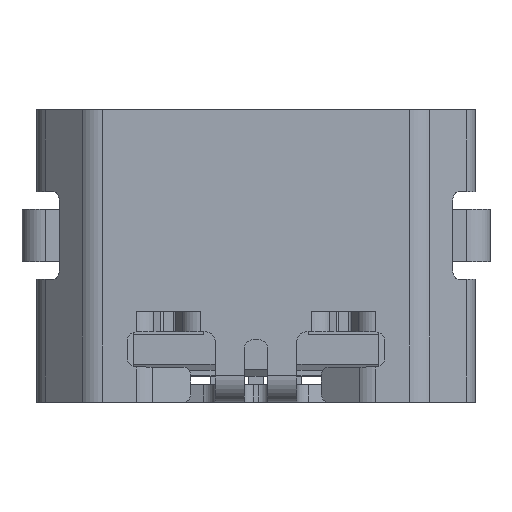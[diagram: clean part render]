
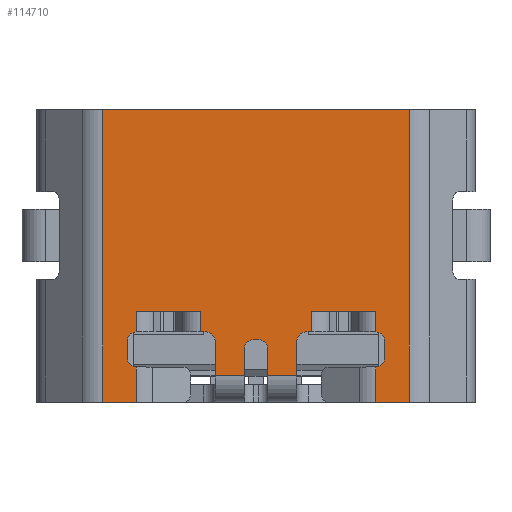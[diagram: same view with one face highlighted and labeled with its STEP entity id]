
A CAD part, top view. The second image highlights one B-rep face of the part: STEP entity #114710.
In plain terms, the highlighted planar face has unit normal (0, 0, 1).
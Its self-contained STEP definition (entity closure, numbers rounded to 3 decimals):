
#103080=CARTESIAN_POINT('',(2.617,5.,1.235));
#103090=VERTEX_POINT('',#103080);
#103120=CARTESIAN_POINT('',(-2.617,5.,1.235));
#103130=DIRECTION('',(1.,0.,0.));
#103140=VECTOR('',#103130,5.234);
#103150=LINE('',#103120,#103140);
#103160=CARTESIAN_POINT('',(-2.617,5.,1.235));
#103170=VERTEX_POINT('',#103160);
#103180=EDGE_CURVE('',#103170,#103090,#103150,.T.);
#105860=CARTESIAN_POINT('',(-2.617,0.,1.235));
#105870=VERTEX_POINT('',#105860);
#105900=CARTESIAN_POINT('',(-2.05,0.,1.235));
#105910=DIRECTION('',(-1.,0.,0.));
#105920=VECTOR('',#105910,0.567);
#105930=LINE('',#105900,#105920);
#105940=CARTESIAN_POINT('',(-2.05,0.,1.235));
#105950=VERTEX_POINT('',#105940);
#105960=EDGE_CURVE('',#105950,#105870,#105930,.T.);
#108640=CARTESIAN_POINT('',(-2.05,0.6,1.235));
#108650=VERTEX_POINT('',#108640);
#108920=CARTESIAN_POINT('',(-2.05,0.,1.235));
#108930=DIRECTION('',(0.,1.,0.));
#108940=VECTOR('',#108930,0.6);
#108950=LINE('',#108920,#108940);
#108960=EDGE_CURVE('',#105950,#108650,#108950,.T.);
#109880=CARTESIAN_POINT('',(2.05,0.6,1.235));
#109890=VERTEX_POINT('',#109880);
#112200=CARTESIAN_POINT('',(2.617,0.,1.235));
#112210=VERTEX_POINT('',#112200);
#112240=CARTESIAN_POINT('',(2.617,5.,1.235));
#112250=DIRECTION('',(0.,-1.,0.));
#112260=VECTOR('',#112250,5.);
#112270=LINE('',#112240,#112260);
#112280=EDGE_CURVE('',#103090,#112210,#112270,.T.);
#112340=CARTESIAN_POINT('',(-2.617,5.,1.235));
#112350=DIRECTION('',(0.,0.,-1.));
#112360=DIRECTION('',(1.,0.,0.));
#112370=AXIS2_PLACEMENT_3D('',#112340,#112350,#112360);
#112380=PLANE('',#112370);
#112390=CARTESIAN_POINT('',(-0.7,1.05,1.235));
#112400=DIRECTION('',(0.,-1.,0.));
#112410=VECTOR('',#112400,0.6);
#112420=LINE('',#112390,#112410);
#112430=CARTESIAN_POINT('',(-0.7,1.05,1.235));
#112440=VERTEX_POINT('',#112430);
#112450=CARTESIAN_POINT('',(-0.7,0.45,1.235));
#112460=VERTEX_POINT('',#112450);
#112470=EDGE_CURVE('',#112440,#112460,#112420,.T.);
#112480=ORIENTED_EDGE('',*,*,#112470,.T.);
#112490=CARTESIAN_POINT('',(-0.85,1.05,1.235));
#112500=DIRECTION('',(0.,0.,-1.));
#112510=DIRECTION('',(0.,1.,0.));
#112520=AXIS2_PLACEMENT_3D('',#112490,#112500,#112510);
#112530=CIRCLE('',#112520,0.15);
#112540=CARTESIAN_POINT('',(-0.85,1.2,1.235));
#112550=VERTEX_POINT('',#112540);
#112560=EDGE_CURVE('',#112550,#112440,#112530,.T.);
#112570=ORIENTED_EDGE('',*,*,#112560,.T.);
#112580=CARTESIAN_POINT('',(-0.95,1.2,1.235));
#112590=DIRECTION('',(1.,0.,0.));
#112600=VECTOR('',#112590,0.1);
#112610=LINE('',#112580,#112600);
#112620=CARTESIAN_POINT('',(-0.95,1.2,1.235));
#112630=VERTEX_POINT('',#112620);
#112640=EDGE_CURVE('',#112630,#112550,#112610,.T.);
#112650=ORIENTED_EDGE('',*,*,#112640,.T.);
#112660=CARTESIAN_POINT('',(-0.95,1.2,1.235));
#112670=DIRECTION('',(0.,1.,0.));
#112680=VECTOR('',#112670,0.35);
#112690=LINE('',#112660,#112680);
#112700=CARTESIAN_POINT('',(-0.95,1.55,1.235));
#112710=VERTEX_POINT('',#112700);
#112720=EDGE_CURVE('',#112630,#112710,#112690,.T.);
#112730=ORIENTED_EDGE('',*,*,#112720,.F.);
#112740=CARTESIAN_POINT('',(-0.95,1.55,1.235));
#112750=DIRECTION('',(-1.,0.,0.));
#112760=VECTOR('',#112750,1.1);
#112770=LINE('',#112740,#112760);
#112780=CARTESIAN_POINT('',(-2.05,1.55,1.235));
#112790=VERTEX_POINT('',#112780);
#112800=EDGE_CURVE('',#112710,#112790,#112770,.T.);
#112810=ORIENTED_EDGE('',*,*,#112800,.F.);
#112820=CARTESIAN_POINT('',(-2.05,1.2,1.235));
#112830=DIRECTION('',(0.,1.,0.));
#112840=VECTOR('',#112830,0.35);
#112850=LINE('',#112820,#112840);
#112860=CARTESIAN_POINT('',(-2.05,1.2,1.235));
#112870=VERTEX_POINT('',#112860);
#112880=EDGE_CURVE('',#112870,#112790,#112850,.T.);
#112890=ORIENTED_EDGE('',*,*,#112880,.T.);
#112900=CARTESIAN_POINT('',(-2.05,1.05,1.235));
#112910=DIRECTION('',(0.,0.,-1.));
#112920=DIRECTION('',(-1.,0.,0.));
#112930=AXIS2_PLACEMENT_3D('',#112900,#112910,#112920);
#112940=CIRCLE('',#112930,0.15);
#112950=CARTESIAN_POINT('',(-2.2,1.05,1.235));
#112960=VERTEX_POINT('',#112950);
#112970=EDGE_CURVE('',#112960,#112870,#112940,.T.);
#112980=ORIENTED_EDGE('',*,*,#112970,.T.);
#112990=CARTESIAN_POINT('',(-2.2,0.75,1.235));
#113000=DIRECTION('',(0.,1.,0.));
#113010=VECTOR('',#113000,0.3);
#113020=LINE('',#112990,#113010);
#113030=CARTESIAN_POINT('',(-2.2,0.75,1.235));
#113040=VERTEX_POINT('',#113030);
#113050=EDGE_CURVE('',#113040,#112960,#113020,.T.);
#113060=ORIENTED_EDGE('',*,*,#113050,.T.);
#113070=CARTESIAN_POINT('',(-2.05,0.75,1.235));
#113080=DIRECTION('',(0.,0.,-1.));
#113090=DIRECTION('',(0.,-1.,0.));
#113100=AXIS2_PLACEMENT_3D('',#113070,#113080,#113090);
#113110=CIRCLE('',#113100,0.15);
#113120=EDGE_CURVE('',#108650,#113040,#113110,.T.);
#113130=ORIENTED_EDGE('',*,*,#113120,.T.);
#113140=ORIENTED_EDGE('',*,*,#108960,.T.);
#113150=ORIENTED_EDGE('',*,*,#105960,.F.);
#113160=CARTESIAN_POINT('',(-2.617,5.,1.235));
#113170=DIRECTION('',(0.,-1.,0.));
#113180=VECTOR('',#113170,5.);
#113190=LINE('',#113160,#113180);
#113200=EDGE_CURVE('',#103170,#105870,#113190,.T.);
#113210=ORIENTED_EDGE('',*,*,#113200,.T.);
#113220=ORIENTED_EDGE('',*,*,#103180,.F.);
#113230=ORIENTED_EDGE('',*,*,#112280,.F.);
#113240=CARTESIAN_POINT('',(2.05,0.,1.235));
#113250=DIRECTION('',(1.,0.,0.));
#113260=VECTOR('',#113250,0.567);
#113270=LINE('',#113240,#113260);
#113280=CARTESIAN_POINT('',(2.05,0.,1.235));
#113290=VERTEX_POINT('',#113280);
#113300=EDGE_CURVE('',#113290,#112210,#113270,.T.);
#113310=ORIENTED_EDGE('',*,*,#113300,.T.);
#113320=CARTESIAN_POINT('',(2.05,0.6,1.235));
#113330=DIRECTION('',(0.,-1.,0.));
#113340=VECTOR('',#113330,0.6);
#113350=LINE('',#113320,#113340);
#113360=EDGE_CURVE('',#109890,#113290,#113350,.T.);
#113370=ORIENTED_EDGE('',*,*,#113360,.T.);
#113380=CARTESIAN_POINT('',(2.05,0.75,1.235));
#113390=DIRECTION('',(0.,0.,-1.));
#113400=DIRECTION('',(1.,0.,0.));
#113410=AXIS2_PLACEMENT_3D('',#113380,#113390,#113400);
#113420=CIRCLE('',#113410,0.15);
#113430=CARTESIAN_POINT('',(2.2,0.75,1.235));
#113440=VERTEX_POINT('',#113430);
#113450=EDGE_CURVE('',#113440,#109890,#113420,.T.);
#113460=ORIENTED_EDGE('',*,*,#113450,.T.);
#113470=CARTESIAN_POINT('',(2.2,0.75,1.235));
#113480=DIRECTION('',(0.,1.,0.));
#113490=VECTOR('',#113480,0.3);
#113500=LINE('',#113470,#113490);
#113510=CARTESIAN_POINT('',(2.2,1.05,1.235));
#113520=VERTEX_POINT('',#113510);
#113530=EDGE_CURVE('',#113440,#113520,#113500,.T.);
#113540=ORIENTED_EDGE('',*,*,#113530,.F.);
#113550=CARTESIAN_POINT('',(2.05,1.05,1.235));
#113560=DIRECTION('',(0.,0.,-1.));
#113570=DIRECTION('',(0.,1.,0.));
#113580=AXIS2_PLACEMENT_3D('',#113550,#113560,#113570);
#113590=CIRCLE('',#113580,0.15);
#113600=CARTESIAN_POINT('',(2.05,1.2,1.235));
#113610=VERTEX_POINT('',#113600);
#113620=EDGE_CURVE('',#113610,#113520,#113590,.T.);
#113630=ORIENTED_EDGE('',*,*,#113620,.T.);
#113640=CARTESIAN_POINT('',(2.05,1.55,1.235));
#113650=DIRECTION('',(0.,-1.,0.));
#113660=VECTOR('',#113650,0.35);
#113670=LINE('',#113640,#113660);
#113680=CARTESIAN_POINT('',(2.05,1.55,1.235));
#113690=VERTEX_POINT('',#113680);
#113700=EDGE_CURVE('',#113690,#113610,#113670,.T.);
#113710=ORIENTED_EDGE('',*,*,#113700,.T.);
#113720=CARTESIAN_POINT('',(2.05,1.55,1.235));
#113730=DIRECTION('',(-1.,0.,0.));
#113740=VECTOR('',#113730,1.1);
#113750=LINE('',#113720,#113740);
#113760=CARTESIAN_POINT('',(0.95,1.55,1.235));
#113770=VERTEX_POINT('',#113760);
#113780=EDGE_CURVE('',#113690,#113770,#113750,.T.);
#113790=ORIENTED_EDGE('',*,*,#113780,.F.);
#113800=CARTESIAN_POINT('',(0.95,1.55,1.235));
#113810=DIRECTION('',(0.,-1.,0.));
#113820=VECTOR('',#113810,0.35);
#113830=LINE('',#113800,#113820);
#113840=CARTESIAN_POINT('',(0.95,1.2,1.235));
#113850=VERTEX_POINT('',#113840);
#113860=EDGE_CURVE('',#113770,#113850,#113830,.T.);
#113870=ORIENTED_EDGE('',*,*,#113860,.F.);
#113880=CARTESIAN_POINT('',(0.85,1.2,1.235));
#113890=DIRECTION('',(1.,0.,0.));
#113900=VECTOR('',#113890,0.1);
#113910=LINE('',#113880,#113900);
#113920=CARTESIAN_POINT('',(0.85,1.2,1.235));
#113930=VERTEX_POINT('',#113920);
#113940=EDGE_CURVE('',#113930,#113850,#113910,.T.);
#113950=ORIENTED_EDGE('',*,*,#113940,.T.);
#113960=CARTESIAN_POINT('',(0.85,1.05,1.235));
#113970=DIRECTION('',(0.,0.,-1.));
#113980=DIRECTION('',(-1.,0.,0.));
#113990=AXIS2_PLACEMENT_3D('',#113960,#113970,#113980);
#114000=CIRCLE('',#113990,0.15);
#114010=CARTESIAN_POINT('',(0.7,1.05,1.235));
#114020=VERTEX_POINT('',#114010);
#114030=EDGE_CURVE('',#114020,#113930,#114000,.T.);
#114040=ORIENTED_EDGE('',*,*,#114030,.T.);
#114050=CARTESIAN_POINT('',(0.7,0.45,1.235));
#114060=DIRECTION('',(0.,1.,0.));
#114070=VECTOR('',#114060,0.6);
#114080=LINE('',#114050,#114070);
#114090=CARTESIAN_POINT('',(0.7,0.45,1.235));
#114100=VERTEX_POINT('',#114090);
#114110=EDGE_CURVE('',#114100,#114020,#114080,.T.);
#114120=ORIENTED_EDGE('',*,*,#114110,.T.);
#114130=CARTESIAN_POINT('',(0.7,0.45,1.235));
#114140=DIRECTION('',(-1.,0.,0.));
#114150=VECTOR('',#114140,0.5);
#114160=LINE('',#114130,#114150);
#114170=CARTESIAN_POINT('',(0.2,0.45,1.235));
#114180=VERTEX_POINT('',#114170);
#114190=EDGE_CURVE('',#114100,#114180,#114160,.T.);
#114200=ORIENTED_EDGE('',*,*,#114190,.F.);
#114210=CARTESIAN_POINT('',(0.2,0.45,1.235));
#114220=DIRECTION('',(0.,1.,0.));
#114230=VECTOR('',#114220,0.464);
#114240=LINE('',#114210,#114230);
#114250=CARTESIAN_POINT('',(0.2,0.914,1.235));
#114260=VERTEX_POINT('',#114250);
#114270=EDGE_CURVE('',#114180,#114260,#114240,.T.);
#114280=ORIENTED_EDGE('',*,*,#114270,.F.);
#114290=CARTESIAN_POINT('',(0.05,0.914,1.235));
#114300=DIRECTION('',(0.,0.,-1.));
#114310=DIRECTION('',(0.,1.,0.));
#114320=AXIS2_PLACEMENT_3D('',#114290,#114300,#114310);
#114330=CIRCLE('',#114320,0.15);
#114340=CARTESIAN_POINT('',(0.05,1.064,1.235));
#114350=VERTEX_POINT('',#114340);
#114360=EDGE_CURVE('',#114350,#114260,#114330,.T.);
#114370=ORIENTED_EDGE('',*,*,#114360,.T.);
#114380=CARTESIAN_POINT('',(0.05,1.064,1.235));
#114390=DIRECTION('',(-1.,0.,0.));
#114400=VECTOR('',#114390,0.1);
#114410=LINE('',#114380,#114400);
#114420=CARTESIAN_POINT('',(-0.05,1.064,1.235));
#114430=VERTEX_POINT('',#114420);
#114440=EDGE_CURVE('',#114350,#114430,#114410,.T.);
#114450=ORIENTED_EDGE('',*,*,#114440,.F.);
#114460=CARTESIAN_POINT('',(-0.05,0.914,1.235));
#114470=DIRECTION('',(0.,0.,-1.));
#114480=DIRECTION('',(-1.,0.,0.));
#114490=AXIS2_PLACEMENT_3D('',#114460,#114470,#114480);
#114500=CIRCLE('',#114490,0.15);
#114510=CARTESIAN_POINT('',(-0.2,0.914,1.235));
#114520=VERTEX_POINT('',#114510);
#114530=EDGE_CURVE('',#114520,#114430,#114500,.T.);
#114540=ORIENTED_EDGE('',*,*,#114530,.T.);
#114550=CARTESIAN_POINT('',(-0.2,0.45,1.235));
#114560=DIRECTION('',(0.,1.,0.));
#114570=VECTOR('',#114560,0.464);
#114580=LINE('',#114550,#114570);
#114590=CARTESIAN_POINT('',(-0.2,0.45,1.235));
#114600=VERTEX_POINT('',#114590);
#114610=EDGE_CURVE('',#114600,#114520,#114580,.T.);
#114620=ORIENTED_EDGE('',*,*,#114610,.T.);
#114630=CARTESIAN_POINT('',(-0.2,0.45,1.235));
#114640=DIRECTION('',(-1.,0.,0.));
#114650=VECTOR('',#114640,0.5);
#114660=LINE('',#114630,#114650);
#114670=EDGE_CURVE('',#114600,#112460,#114660,.T.);
#114680=ORIENTED_EDGE('',*,*,#114670,.F.);
#114690=EDGE_LOOP('',(#114680,#114620,#114540,#114450,#114370,#114280,
#114200,#114120,#114040,#113950,#113870,#113790,#113710,#113630,#113540,
#113460,#113370,#113310,#113230,#113220,#113210,#113150,#113140,#113130,
#113060,#112980,#112890,#112810,#112730,#112650,#112570,#112480));
#114700=FACE_OUTER_BOUND('',#114690,.T.);
#114710=ADVANCED_FACE('',(#114700),#112380,.F.);
